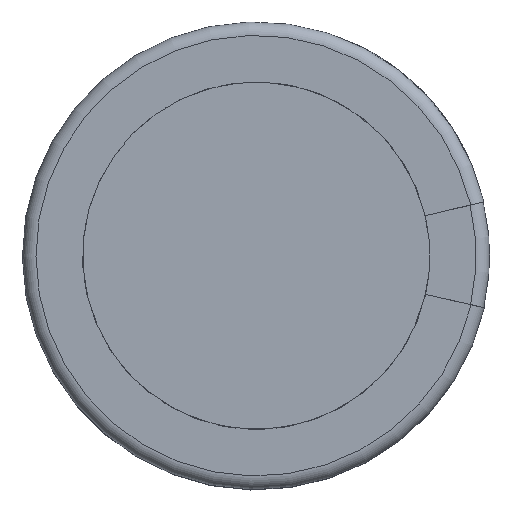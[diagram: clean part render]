
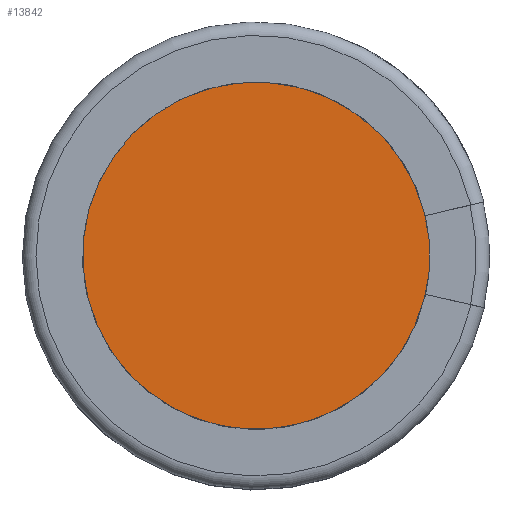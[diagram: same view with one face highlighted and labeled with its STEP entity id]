
A CAD part, top view. The second image highlights one B-rep face of the part: STEP entity #13842.
In plain terms, the highlighted face is planar.
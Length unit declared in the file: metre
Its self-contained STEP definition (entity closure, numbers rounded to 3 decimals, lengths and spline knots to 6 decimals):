
#117=PLANE('',#14518);
#2172=CIRCLE('',#14519,0.016432);
#2753=ORIENTED_EDGE('',*,*,#5632,.F.);
#5632=EDGE_CURVE('',#7063,#7063,#2172,.T.);
#7063=VERTEX_POINT('',#18758);
#8167=EDGE_LOOP('',(#2753));
#8876=FACE_BOUND('',#8167,.T.);
#13842=ADVANCED_FACE('',(#8876),#117,.F.);
#14518=AXIS2_PLACEMENT_3D('',#18756,#15798,#15799);
#14519=AXIS2_PLACEMENT_3D('',#18757,#15800,#15801);
#15798=DIRECTION('',(0.,-1.,0.));
#15799=DIRECTION('',(0.,0.,-1.));
#15800=DIRECTION('',(0.,-1.,0.));
#15801=DIRECTION('',(0.,0.,-1.));
#18756=CARTESIAN_POINT('',(0.,0.02378,0.));
#18757=CARTESIAN_POINT('',(0.,0.02378,0.));
#18758=CARTESIAN_POINT('',(0.,0.02378,-0.016432));
